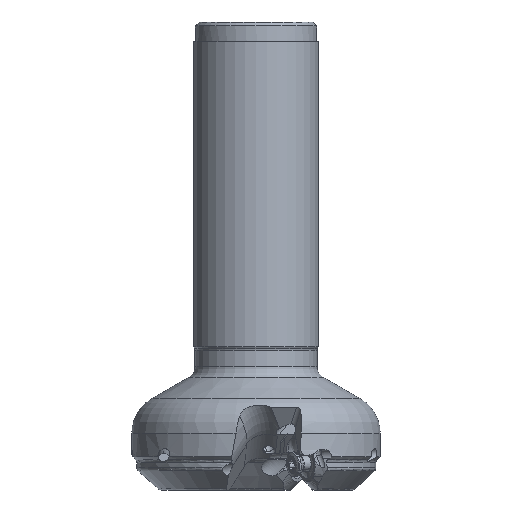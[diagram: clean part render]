
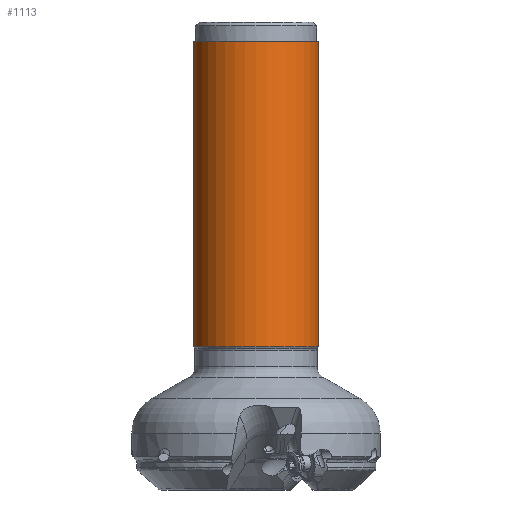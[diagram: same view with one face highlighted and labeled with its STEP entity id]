
A CAD part, front view. The second image highlights one B-rep face of the part: STEP entity #1113.
In plain terms, the highlighted cylindrical face has radius 15.875 mm (diameter 31.75 mm), a partial arc.
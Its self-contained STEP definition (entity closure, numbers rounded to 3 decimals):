
#446=LINE('',#13037,#769);
#447=LINE('',#13041,#770);
#769=VECTOR('',#9600,1.);
#770=VECTOR('',#9603,1.);
#1113=ADVANCED_FACE('',(#1756),#1532,.T.);
#1532=CYLINDRICAL_SURFACE('',#8574,15.875);
#1756=FACE_OUTER_BOUND('',#2213,.T.);
#2213=EDGE_LOOP('',(#3343,#3344,#3345,#3346));
#2678=CIRCLE('',#8571,15.875);
#2679=CIRCLE('',#8573,15.875);
#3343=ORIENTED_EDGE('',*,*,#6605,.F.);
#3344=ORIENTED_EDGE('',*,*,#6606,.T.);
#3345=ORIENTED_EDGE('',*,*,#6607,.F.);
#3346=ORIENTED_EDGE('',*,*,#6608,.F.);
#5697=VERTEX_POINT('',#13030);
#5698=VERTEX_POINT('',#13031);
#5699=VERTEX_POINT('',#13038);
#5700=VERTEX_POINT('',#13040);
#6605=EDGE_CURVE('',#5698,#5697,#2678,.T.);
#6606=EDGE_CURVE('',#5698,#5699,#446,.T.);
#6607=EDGE_CURVE('',#5700,#5699,#2679,.T.);
#6608=EDGE_CURVE('',#5697,#5700,#447,.T.);
#8571=AXIS2_PLACEMENT_3D('',#13035,#9596,#9597);
#8573=AXIS2_PLACEMENT_3D('',#13039,#9601,#9602);
#8574=AXIS2_PLACEMENT_3D('',#13042,#9604,#9605);
#9596=DIRECTION('',(0.,0.,-1.));
#9597=DIRECTION('',(1.,0.,0.));
#9600=DIRECTION('',(0.,0.,1.));
#9601=DIRECTION('',(0.,0.,1.));
#9602=DIRECTION('',(-1.,0.,0.));
#9603=DIRECTION('',(0.,0.,1.));
#9604=DIRECTION('',(0.,0.,1.));
#9605=DIRECTION('',(-1.,0.,0.));
#13030=CARTESIAN_POINT('',(-15.875,0.,-39.687));
#13031=CARTESIAN_POINT('',(15.875,0.,-39.687));
#13035=CARTESIAN_POINT('',(0.,0.,-39.687));
#13037=CARTESIAN_POINT('',(15.875,0.,-39.687));
#13038=CARTESIAN_POINT('',(15.875,0.,37.863));
#13039=CARTESIAN_POINT('',(0.,0.,37.863));
#13040=CARTESIAN_POINT('',(-15.875,0.,37.863));
#13041=CARTESIAN_POINT('',(-15.875,0.,-39.687));
#13042=CARTESIAN_POINT('',(0.,0.,-77.788));
